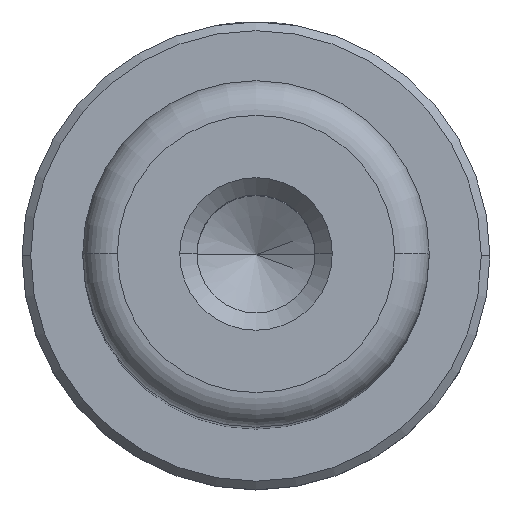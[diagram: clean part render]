
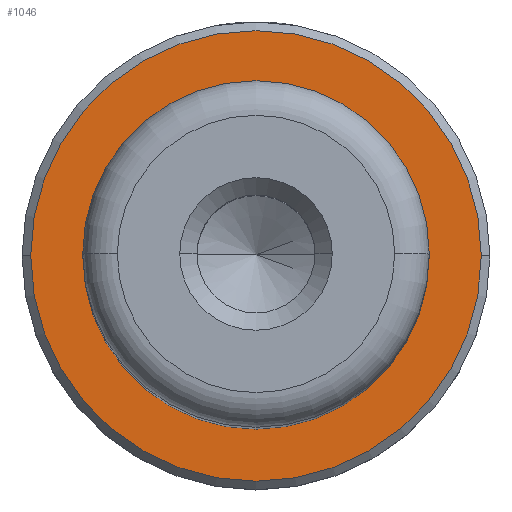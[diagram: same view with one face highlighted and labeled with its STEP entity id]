
A CAD part, top view. The second image highlights one B-rep face of the part: STEP entity #1046.
In plain terms, the highlighted planar face has unit normal (0, 0, 1).
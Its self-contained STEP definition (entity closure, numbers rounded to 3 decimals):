
#19 = VERTEX_POINT ( 'NONE', #1548 ) ;
#41 = FACE_OUTER_BOUND ( 'NONE', #343, .T. ) ;
#114 = DIRECTION ( 'NONE',  ( 1., 0., 0. ) ) ;
#129 = DIRECTION ( 'NONE',  ( 0., 0., 1. ) ) ;
#130 = VERTEX_POINT ( 'NONE', #1905 ) ;
#136 = CARTESIAN_POINT ( 'NONE',  ( 13., 0., 18. ) ) ;
#137 = CARTESIAN_POINT ( 'NONE',  ( 0., 0., 18. ) ) ;
#167 = VERTEX_POINT ( 'NONE', #1860 ) ;
#298 = CIRCLE ( 'NONE', #968, 13. ) ;
#328 = CARTESIAN_POINT ( 'NONE',  ( 0., 0., 18. ) ) ;
#343 = EDGE_LOOP ( 'NONE', ( #1635, #809 ) ) ;
#382 = EDGE_LOOP ( 'NONE', ( #453, #1847 ) ) ;
#420 = DIRECTION ( 'NONE',  ( -1., 0., 0. ) ) ;
#428 = DIRECTION ( 'NONE',  ( 0., 0., -1. ) ) ;
#439 = CARTESIAN_POINT ( 'NONE',  ( 0., 0., 18. ) ) ;
#453 = ORIENTED_EDGE ( 'NONE', *, *, #1524, .T. ) ;
#519 = DIRECTION ( 'NONE',  ( -1., 0., 0. ) ) ;
#522 = FACE_BOUND ( 'NONE', #382, .T. ) ;
#544 = EDGE_CURVE ( 'NONE', #167, #130, #1476, .T. ) ;
#600 = EDGE_CURVE ( 'NONE', #1434, #19, #298, .T. ) ;
#702 = CIRCLE ( 'NONE', #772, 13. ) ;
#772 = AXIS2_PLACEMENT_3D ( 'NONE', #895, #2001, #1062 ) ;
#783 = AXIS2_PLACEMENT_3D ( 'NONE', #889, #974, #862 ) ;
#809 = ORIENTED_EDGE ( 'NONE', *, *, #600, .T. ) ;
#862 = DIRECTION ( 'NONE',  ( 1., 0., 0. ) ) ;
#889 = CARTESIAN_POINT ( 'NONE',  ( 0., 0., 18. ) ) ;
#895 = CARTESIAN_POINT ( 'NONE',  ( 0., 0., 18. ) ) ;
#898 = PLANE ( 'NONE',  #783 ) ;
#968 = AXIS2_PLACEMENT_3D ( 'NONE', #137, #129, #114 ) ;
#974 = DIRECTION ( 'NONE',  ( 0., 0., 1. ) ) ;
#1046 = ADVANCED_FACE ( 'NONE', ( #41, #522 ), #898, .T. ) ;
#1062 = DIRECTION ( 'NONE',  ( 1., 0., 0. ) ) ;
#1129 = AXIS2_PLACEMENT_3D ( 'NONE', #328, #1444, #519 ) ;
#1202 = AXIS2_PLACEMENT_3D ( 'NONE', #439, #428, #420 ) ;
#1434 = VERTEX_POINT ( 'NONE', #136 ) ;
#1444 = DIRECTION ( 'NONE',  ( 0., 0., -1. ) ) ;
#1476 = CIRCLE ( 'NONE', #1202, 9.5 ) ;
#1524 = EDGE_CURVE ( 'NONE', #130, #167, #1841, .T. ) ;
#1548 = CARTESIAN_POINT ( 'NONE',  ( -13., 0., 18. ) ) ;
#1635 = ORIENTED_EDGE ( 'NONE', *, *, #1731, .T. ) ;
#1731 = EDGE_CURVE ( 'NONE', #19, #1434, #702, .T. ) ;
#1841 = CIRCLE ( 'NONE', #1129, 9.5 ) ;
#1847 = ORIENTED_EDGE ( 'NONE', *, *, #544, .T. ) ;
#1860 = CARTESIAN_POINT ( 'NONE',  ( 9.5, 0., 18. ) ) ;
#1905 = CARTESIAN_POINT ( 'NONE',  ( -9.5, 0., 18. ) ) ;
#2001 = DIRECTION ( 'NONE',  ( 0., 0., 1. ) ) ;
